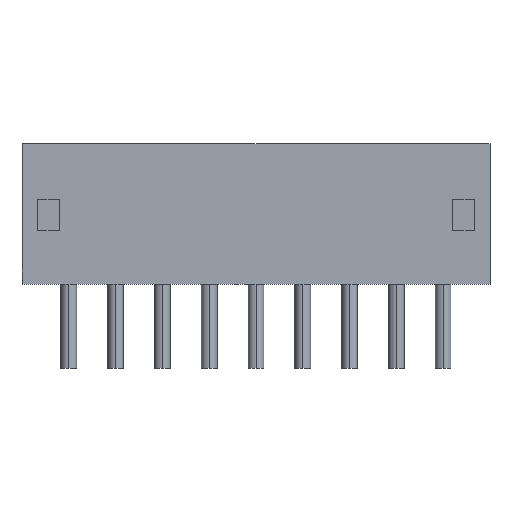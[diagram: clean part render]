
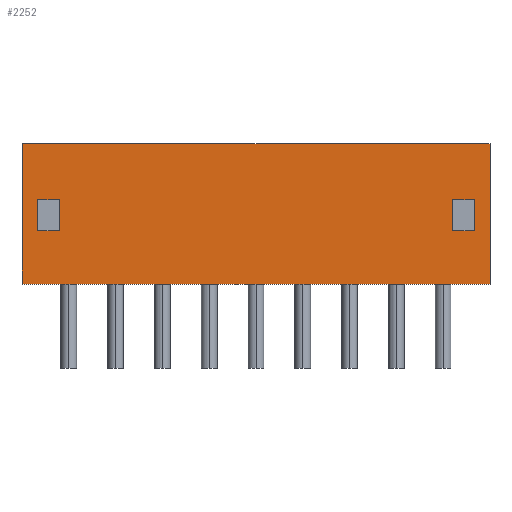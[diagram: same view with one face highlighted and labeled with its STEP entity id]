
A CAD part, top view. The second image highlights one B-rep face of the part: STEP entity #2252.
In plain terms, the highlighted planar face has unit normal (0, 0, 1).
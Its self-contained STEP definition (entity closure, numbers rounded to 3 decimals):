
#20 = DIRECTION ( 'NONE',  ( 0., -1., 0. ) ) ;
#21 = VECTOR ( 'NONE', #20, 1000. ) ;
#22 = CARTESIAN_POINT ( 'NONE',  ( 7.5, 0., 0. ) ) ;
#23 = LINE ( 'NONE', #22, #21 ) ;
#61 = CARTESIAN_POINT ( 'NONE',  ( 7.5, 0., 0. ) ) ;
#62 = DIRECTION ( 'NONE',  ( -1., 0., 0. ) ) ;
#63 = VECTOR ( 'NONE', #62, 1000. ) ;
#64 = CARTESIAN_POINT ( 'NONE',  ( 7.5, 0., 0. ) ) ;
#65 = LINE ( 'NONE', #64, #63 ) ;
#66 = CARTESIAN_POINT ( 'NONE',  ( -7.5, 0., 0. ) ) ;
#67 = DIRECTION ( 'NONE',  ( 0., -1., 0. ) ) ;
#68 = VECTOR ( 'NONE', #67, 1000. ) ;
#69 = CARTESIAN_POINT ( 'NONE',  ( -7.5, 0., 0. ) ) ;
#70 = LINE ( 'NONE', #69, #68 ) ;
#71 = VECTOR ( 'NONE', #190, 1000. ) ;
#190 = DIRECTION ( 'NONE',  ( -1., 0., 0. ) ) ;
#191 = CARTESIAN_POINT ( 'NONE',  ( -7., 2.7, 0. ) ) ;
#192 = LINE ( 'NONE', #191, #71 ) ;
#2251 = EDGE_CURVE ( 'NONE', #2278, #2256, #3476, .T. ) ;
#2252 = ADVANCED_FACE ( 'NONE', ( #3472, #3471, #3470 ), #3455, .F. ) ;
#2253 = EDGE_LOOP ( 'NONE', ( #2262, #2266, #2269, #2272 ) ) ;
#2256 = VERTEX_POINT ( 'NONE', #3505 ) ;
#2262 = ORIENTED_EDGE ( 'NONE', *, *, #2263, .F. ) ;
#2263 = EDGE_CURVE ( 'NONE', #2264, #2265, #3498, .T. ) ;
#2264 = VERTEX_POINT ( 'NONE', #3494 ) ;
#2265 = VERTEX_POINT ( 'NONE', #3493 ) ;
#2266 = ORIENTED_EDGE ( 'NONE', *, *, #2267, .F. ) ;
#2267 = EDGE_CURVE ( 'NONE', #2268, #2264, #3492, .T. ) ;
#2268 = VERTEX_POINT ( 'NONE', #3488 ) ;
#2269 = ORIENTED_EDGE ( 'NONE', *, *, #2270, .F. ) ;
#2270 = EDGE_CURVE ( 'NONE', #2271, #2268, #3487, .T. ) ;
#2271 = VERTEX_POINT ( 'NONE', #3451 ) ;
#2272 = ORIENTED_EDGE ( 'NONE', *, *, #2279, .F. ) ;
#2278 = VERTEX_POINT ( 'NONE', #3443 ) ;
#2279 = EDGE_CURVE ( 'NONE', #2265, #2271, #3442, .T. ) ;
#2280 = EDGE_LOOP ( 'NONE', ( #2281, #2285, #2288, #2295 ) ) ;
#2281 = ORIENTED_EDGE ( 'NONE', *, *, #2282, .F. ) ;
#2282 = EDGE_CURVE ( 'NONE', #2283, #2284, #3438, .T. ) ;
#2283 = VERTEX_POINT ( 'NONE', #3434 ) ;
#2284 = VERTEX_POINT ( 'NONE', #3368 ) ;
#2285 = ORIENTED_EDGE ( 'NONE', *, *, #2286, .F. ) ;
#2286 = EDGE_CURVE ( 'NONE', #2287, #2283, #3367, .T. ) ;
#2287 = VERTEX_POINT ( 'NONE', #3363 ) ;
#2288 = ORIENTED_EDGE ( 'NONE', *, *, #2289, .F. ) ;
#2289 = EDGE_CURVE ( 'NONE', #2290, #2287, #3362, .T. ) ;
#2290 = VERTEX_POINT ( 'NONE', #3358 ) ;
#2295 = ORIENTED_EDGE ( 'NONE', *, *, #2296, .F. ) ;
#2296 = EDGE_CURVE ( 'NONE', #2284, #2290, #192, .T. ) ;
#2297 = EDGE_LOOP ( 'NONE', ( #2298, #2301, #2319, #2321 ) ) ;
#2298 = ORIENTED_EDGE ( 'NONE', *, *, #2299, .T. ) ;
#2299 = EDGE_CURVE ( 'NONE', #2256, #2300, #70, .T. ) ;
#2300 = VERTEX_POINT ( 'NONE', #66 ) ;
#2301 = ORIENTED_EDGE ( 'NONE', *, *, #2302, .F. ) ;
#2302 = EDGE_CURVE ( 'NONE', #2303, #2300, #65, .T. ) ;
#2303 = VERTEX_POINT ( 'NONE', #61 ) ;
#2319 = ORIENTED_EDGE ( 'NONE', *, *, #2320, .F. ) ;
#2320 = EDGE_CURVE ( 'NONE', #2278, #2303, #23, .T. ) ;
#2321 = ORIENTED_EDGE ( 'NONE', *, *, #2251, .T. ) ;
#3358 = CARTESIAN_POINT ( 'NONE',  ( -7., 2.7, 0. ) ) ;
#3359 = DIRECTION ( 'NONE',  ( 0., -1., 0. ) ) ;
#3360 = VECTOR ( 'NONE', #3359, 1000. ) ;
#3361 = CARTESIAN_POINT ( 'NONE',  ( -7., 2.7, 0. ) ) ;
#3362 = LINE ( 'NONE', #3361, #3360 ) ;
#3363 = CARTESIAN_POINT ( 'NONE',  ( -7., 1.7, 0. ) ) ;
#3364 = DIRECTION ( 'NONE',  ( 1., 0., 0. ) ) ;
#3365 = VECTOR ( 'NONE', #3364, 1000. ) ;
#3366 = CARTESIAN_POINT ( 'NONE',  ( -7., 1.7, 0. ) ) ;
#3367 = LINE ( 'NONE', #3366, #3365 ) ;
#3368 = CARTESIAN_POINT ( 'NONE',  ( -6.3, 2.7, 0. ) ) ;
#3434 = CARTESIAN_POINT ( 'NONE',  ( -6.3, 1.7, 0. ) ) ;
#3435 = DIRECTION ( 'NONE',  ( 0., 1., 0. ) ) ;
#3436 = VECTOR ( 'NONE', #3435, 1000. ) ;
#3437 = CARTESIAN_POINT ( 'NONE',  ( -6.3, 2.7, 0. ) ) ;
#3438 = LINE ( 'NONE', #3437, #3436 ) ;
#3439 = DIRECTION ( 'NONE',  ( 1., 0., 0. ) ) ;
#3440 = VECTOR ( 'NONE', #3439, 1000. ) ;
#3441 = CARTESIAN_POINT ( 'NONE',  ( 7., 1.7, 0. ) ) ;
#3442 = LINE ( 'NONE', #3441, #3440 ) ;
#3443 = CARTESIAN_POINT ( 'NONE',  ( 7.5, 4.5, 0. ) ) ;
#3451 = CARTESIAN_POINT ( 'NONE',  ( 7., 1.7, 0. ) ) ;
#3452 = DIRECTION ( 'NONE',  ( 0., 1., 0. ) ) ;
#3453 = VECTOR ( 'NONE', #3452, 1000. ) ;
#3454 = CARTESIAN_POINT ( 'NONE',  ( 7., 2.7, 0. ) ) ;
#3455 = PLANE ( 'NONE',  #3513 ) ;
#3470 = FACE_OUTER_BOUND ( 'NONE', #2297, .T. ) ;
#3471 = FACE_BOUND ( 'NONE', #2280, .T. ) ;
#3472 = FACE_BOUND ( 'NONE', #2253, .T. ) ;
#3473 = DIRECTION ( 'NONE',  ( -1., 0., 0. ) ) ;
#3474 = VECTOR ( 'NONE', #3473, 1000. ) ;
#3475 = CARTESIAN_POINT ( 'NONE',  ( 7.5, 4.5, 0. ) ) ;
#3476 = LINE ( 'NONE', #3475, #3474 ) ;
#3487 = LINE ( 'NONE', #3454, #3453 ) ;
#3488 = CARTESIAN_POINT ( 'NONE',  ( 7., 2.7, 0. ) ) ;
#3489 = DIRECTION ( 'NONE',  ( -1., 0., 0. ) ) ;
#3490 = VECTOR ( 'NONE', #3489, 1000. ) ;
#3491 = CARTESIAN_POINT ( 'NONE',  ( 7., 2.7, 0. ) ) ;
#3492 = LINE ( 'NONE', #3491, #3490 ) ;
#3493 = CARTESIAN_POINT ( 'NONE',  ( 6.3, 1.7, 0. ) ) ;
#3494 = CARTESIAN_POINT ( 'NONE',  ( 6.3, 2.7, 0. ) ) ;
#3495 = DIRECTION ( 'NONE',  ( 0., -1., 0. ) ) ;
#3496 = VECTOR ( 'NONE', #3495, 1000. ) ;
#3497 = CARTESIAN_POINT ( 'NONE',  ( 6.3, 2.7, 0. ) ) ;
#3498 = LINE ( 'NONE', #3497, #3496 ) ;
#3505 = CARTESIAN_POINT ( 'NONE',  ( -7.5, 4.5, 0. ) ) ;
#3510 = DIRECTION ( 'NONE',  ( -1., 0., 0. ) ) ;
#3511 = DIRECTION ( 'NONE',  ( 0., 0., -1. ) ) ;
#3512 = CARTESIAN_POINT ( 'NONE',  ( 7.5, 0., 0. ) ) ;
#3513 = AXIS2_PLACEMENT_3D ( 'NONE', #3512, #3511, #3510 ) ;
